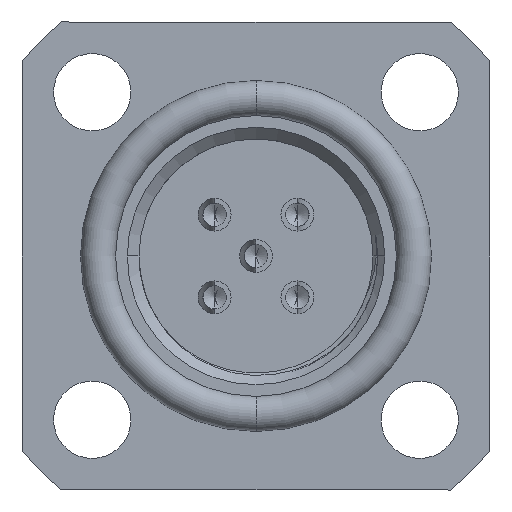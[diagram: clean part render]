
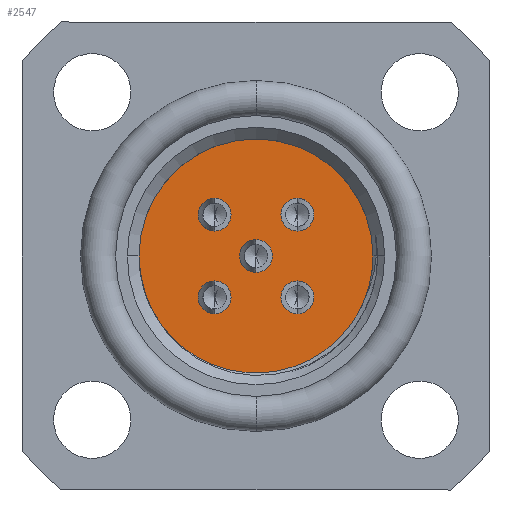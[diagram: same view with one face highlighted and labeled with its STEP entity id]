
A CAD part, left-side view. The second image highlights one B-rep face of the part: STEP entity #2547.
In plain terms, the highlighted face is planar.
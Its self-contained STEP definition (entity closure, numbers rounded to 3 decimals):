
#3 = DIRECTION ( 'NONE',  ( 0., 0., -1. ) ) ;
#126 = DIRECTION ( 'NONE',  ( 1., 0., 0. ) ) ;
#130 = CARTESIAN_POINT ( 'NONE',  ( 11.2, 0., 0. ) ) ;
#203 = CARTESIAN_POINT ( 'NONE',  ( 11.2, 1.768, -1.768 ) ) ;
#513 = CIRCLE ( 'NONE', #4231, 5.25 ) ;
#557 = EDGE_CURVE ( 'NONE', #7823, #5662, #8810, .T. ) ;
#627 = CARTESIAN_POINT ( 'NONE',  ( 11.2, 0., -5.25 ) ) ;
#814 = DIRECTION ( 'NONE',  ( 1., 0., 0. ) ) ;
#930 = CARTESIAN_POINT ( 'NONE',  ( 11.2, 0., 5.25 ) ) ;
#941 = FACE_BOUND ( 'NONE', #1072, .T. ) ;
#973 = DIRECTION ( 'NONE',  ( 0., 0., 1. ) ) ;
#1015 = VERTEX_POINT ( 'NONE', #930 ) ;
#1072 = EDGE_LOOP ( 'NONE', ( #7114, #3631 ) ) ;
#1077 = CARTESIAN_POINT ( 'NONE',  ( 11.2, 1.768, -1.768 ) ) ;
#1089 = VERTEX_POINT ( 'NONE', #3988 ) ;
#1103 = CARTESIAN_POINT ( 'NONE',  ( 11.2, -1.768, 1.068 ) ) ;
#1302 = EDGE_CURVE ( 'NONE', #5769, #7734, #7762, .T. ) ;
#1316 = AXIS2_PLACEMENT_3D ( 'NONE', #2369, #8933, #973 ) ;
#1382 = DIRECTION ( 'NONE',  ( 1., 0., 0. ) ) ;
#1589 = CIRCLE ( 'NONE', #3499, 0.7 ) ;
#1653 = EDGE_CURVE ( 'NONE', #8368, #7829, #7163, .T. ) ;
#1705 = FACE_BOUND ( 'NONE', #8126, .T. ) ;
#1792 = VERTEX_POINT ( 'NONE', #4961 ) ;
#1813 = DIRECTION ( 'NONE',  ( 0., 0., -1. ) ) ;
#1877 = EDGE_CURVE ( 'NONE', #7829, #8368, #6559, .T. ) ;
#1897 = AXIS2_PLACEMENT_3D ( 'NONE', #8120, #3549, #7933 ) ;
#1960 = DIRECTION ( 'NONE',  ( 1., 0., 0. ) ) ;
#2235 = ORIENTED_EDGE ( 'NONE', *, *, #4083, .F. ) ;
#2260 = EDGE_LOOP ( 'NONE', ( #6977, #2235 ) ) ;
#2263 = EDGE_CURVE ( 'NONE', #7261, #8774, #2634, .T. ) ;
#2369 = CARTESIAN_POINT ( 'NONE',  ( 11.2, 4., 0. ) ) ;
#2379 = CARTESIAN_POINT ( 'NONE',  ( 11.2, -1.768, -1.768 ) ) ;
#2500 = ORIENTED_EDGE ( 'NONE', *, *, #1302, .F. ) ;
#2547 = ADVANCED_FACE ( 'NONE', ( #3897, #1705, #941, #3756, #8097, #3944 ), #5949, .F. ) ;
#2634 = CIRCLE ( 'NONE', #4584, 0.7 ) ;
#2667 = DIRECTION ( 'NONE',  ( 1., 0., 0. ) ) ;
#2668 = ORIENTED_EDGE ( 'NONE', *, *, #6479, .F. ) ;
#2721 = CIRCLE ( 'NONE', #2876, 0.7 ) ;
#2766 = CARTESIAN_POINT ( 'NONE',  ( 11.2, 1.768, 1.768 ) ) ;
#2876 = AXIS2_PLACEMENT_3D ( 'NONE', #1077, #1960, #1813 ) ;
#2960 = DIRECTION ( 'NONE',  ( 0., 0., -1. ) ) ;
#3076 = CIRCLE ( 'NONE', #4135, 0.7 ) ;
#3123 = ORIENTED_EDGE ( 'NONE', *, *, #1653, .F. ) ;
#3349 = CARTESIAN_POINT ( 'NONE',  ( 11.2, -1.768, 1.768 ) ) ;
#3366 = AXIS2_PLACEMENT_3D ( 'NONE', #6657, #126, #5930 ) ;
#3499 = AXIS2_PLACEMENT_3D ( 'NONE', #2379, #5962, #3808 ) ;
#3510 = AXIS2_PLACEMENT_3D ( 'NONE', #203, #4454, #7486 ) ;
#3549 = DIRECTION ( 'NONE',  ( 1., 0., 0. ) ) ;
#3585 = CARTESIAN_POINT ( 'NONE',  ( 11.2, -1.768, 1.768 ) ) ;
#3626 = CARTESIAN_POINT ( 'NONE',  ( 11.2, -1.768, -1.068 ) ) ;
#3631 = ORIENTED_EDGE ( 'NONE', *, *, #8384, .F. ) ;
#3756 = FACE_BOUND ( 'NONE', #5671, .T. ) ;
#3808 = DIRECTION ( 'NONE',  ( 0., 0., -1. ) ) ;
#3811 = AXIS2_PLACEMENT_3D ( 'NONE', #3349, #2667, #5530 ) ;
#3897 = FACE_BOUND ( 'NONE', #2260, .T. ) ;
#3904 = EDGE_CURVE ( 'NONE', #1015, #8115, #5953, .T. ) ;
#3944 = FACE_OUTER_BOUND ( 'NONE', #4177, .T. ) ;
#3988 = CARTESIAN_POINT ( 'NONE',  ( 11.2, 1.768, -1.068 ) ) ;
#4013 = ORIENTED_EDGE ( 'NONE', *, *, #1877, .F. ) ;
#4032 = EDGE_CURVE ( 'NONE', #7734, #5769, #3076, .T. ) ;
#4053 = ORIENTED_EDGE ( 'NONE', *, *, #6456, .T. ) ;
#4083 = EDGE_CURVE ( 'NONE', #5662, #7823, #8230, .T. ) ;
#4135 = AXIS2_PLACEMENT_3D ( 'NONE', #2766, #1382, #4229 ) ;
#4177 = EDGE_LOOP ( 'NONE', ( #4053, #4802 ) ) ;
#4229 = DIRECTION ( 'NONE',  ( 0., 0., -1. ) ) ;
#4231 = AXIS2_PLACEMENT_3D ( 'NONE', #4807, #5464, #5516 ) ;
#4263 = CARTESIAN_POINT ( 'NONE',  ( 11.2, 1.768, 1.768 ) ) ;
#4454 = DIRECTION ( 'NONE',  ( 1., 0., 0. ) ) ;
#4583 = ORIENTED_EDGE ( 'NONE', *, *, #8944, .F. ) ;
#4584 = AXIS2_PLACEMENT_3D ( 'NONE', #6238, #9086, #7048 ) ;
#4735 = AXIS2_PLACEMENT_3D ( 'NONE', #3585, #814, #3 ) ;
#4802 = ORIENTED_EDGE ( 'NONE', *, *, #3904, .T. ) ;
#4807 = CARTESIAN_POINT ( 'NONE',  ( 11.2, 0., 0. ) ) ;
#4961 = CARTESIAN_POINT ( 'NONE',  ( 11.2, 1.768, -2.468 ) ) ;
#5014 = DIRECTION ( 'NONE',  ( 1., 0., 0. ) ) ;
#5329 = CIRCLE ( 'NONE', #3510, 0.7 ) ;
#5464 = DIRECTION ( 'NONE',  ( 1., 0., 0. ) ) ;
#5516 = DIRECTION ( 'NONE',  ( 0., 0., -1. ) ) ;
#5530 = DIRECTION ( 'NONE',  ( 0., 0., -1. ) ) ;
#5662 = VERTEX_POINT ( 'NONE', #6014 ) ;
#5671 = EDGE_LOOP ( 'NONE', ( #4013, #3123 ) ) ;
#5769 = VERTEX_POINT ( 'NONE', #8342 ) ;
#5930 = DIRECTION ( 'NONE',  ( 0., 0., -1. ) ) ;
#5949 = PLANE ( 'NONE',  #1316 ) ;
#5953 = CIRCLE ( 'NONE', #1897, 5.25 ) ;
#5962 = DIRECTION ( 'NONE',  ( 1., 0., 0. ) ) ;
#6014 = CARTESIAN_POINT ( 'NONE',  ( 11.2, 0., 0.7 ) ) ;
#6037 = CARTESIAN_POINT ( 'NONE',  ( 11.2, -1.768, -2.468 ) ) ;
#6238 = CARTESIAN_POINT ( 'NONE',  ( 11.2, -1.768, -1.768 ) ) ;
#6456 = EDGE_CURVE ( 'NONE', #8115, #1015, #513, .T. ) ;
#6479 = EDGE_CURVE ( 'NONE', #1792, #1089, #2721, .T. ) ;
#6559 = CIRCLE ( 'NONE', #3811, 0.7 ) ;
#6611 = DIRECTION ( 'NONE',  ( 1., 0., 0. ) ) ;
#6657 = CARTESIAN_POINT ( 'NONE',  ( 11.2, 0., 0. ) ) ;
#6700 = AXIS2_PLACEMENT_3D ( 'NONE', #4263, #5014, #8015 ) ;
#6837 = CARTESIAN_POINT ( 'NONE',  ( 11.2, 0., -0.7 ) ) ;
#6977 = ORIENTED_EDGE ( 'NONE', *, *, #557, .F. ) ;
#6979 = ORIENTED_EDGE ( 'NONE', *, *, #4032, .F. ) ;
#7048 = DIRECTION ( 'NONE',  ( 0., 0., -1. ) ) ;
#7114 = ORIENTED_EDGE ( 'NONE', *, *, #2263, .F. ) ;
#7163 = CIRCLE ( 'NONE', #4735, 0.7 ) ;
#7253 = CARTESIAN_POINT ( 'NONE',  ( 11.2, -1.768, 2.468 ) ) ;
#7261 = VERTEX_POINT ( 'NONE', #6037 ) ;
#7443 = AXIS2_PLACEMENT_3D ( 'NONE', #130, #6611, #2960 ) ;
#7486 = DIRECTION ( 'NONE',  ( 0., 0., -1. ) ) ;
#7734 = VERTEX_POINT ( 'NONE', #8264 ) ;
#7762 = CIRCLE ( 'NONE', #6700, 0.7 ) ;
#7823 = VERTEX_POINT ( 'NONE', #6837 ) ;
#7829 = VERTEX_POINT ( 'NONE', #1103 ) ;
#7933 = DIRECTION ( 'NONE',  ( 0., 0., -1. ) ) ;
#8015 = DIRECTION ( 'NONE',  ( 0., 0., -1. ) ) ;
#8097 = FACE_BOUND ( 'NONE', #8715, .T. ) ;
#8115 = VERTEX_POINT ( 'NONE', #627 ) ;
#8120 = CARTESIAN_POINT ( 'NONE',  ( 11.2, 0., 0. ) ) ;
#8126 = EDGE_LOOP ( 'NONE', ( #2668, #4583 ) ) ;
#8230 = CIRCLE ( 'NONE', #3366, 0.7 ) ;
#8264 = CARTESIAN_POINT ( 'NONE',  ( 11.2, 1.768, 1.068 ) ) ;
#8342 = CARTESIAN_POINT ( 'NONE',  ( 11.2, 1.768, 2.468 ) ) ;
#8368 = VERTEX_POINT ( 'NONE', #7253 ) ;
#8384 = EDGE_CURVE ( 'NONE', #8774, #7261, #1589, .T. ) ;
#8715 = EDGE_LOOP ( 'NONE', ( #6979, #2500 ) ) ;
#8774 = VERTEX_POINT ( 'NONE', #3626 ) ;
#8810 = CIRCLE ( 'NONE', #7443, 0.7 ) ;
#8933 = DIRECTION ( 'NONE',  ( -1., 0., 0. ) ) ;
#8944 = EDGE_CURVE ( 'NONE', #1089, #1792, #5329, .T. ) ;
#9086 = DIRECTION ( 'NONE',  ( 1., 0., 0. ) ) ;
